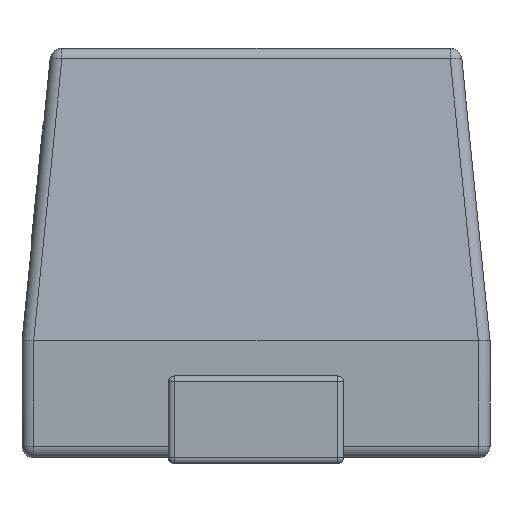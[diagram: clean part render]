
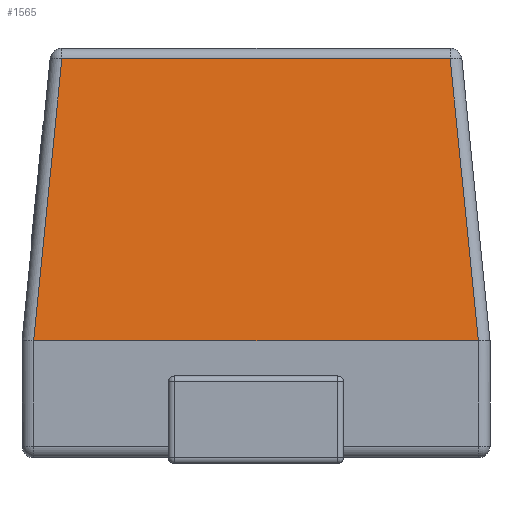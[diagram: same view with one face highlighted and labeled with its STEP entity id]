
A CAD part, left-side view. The second image highlights one B-rep face of the part: STEP entity #1565.
In plain terms, the highlighted planar face has unit normal (-0.995, 0, 0.1).
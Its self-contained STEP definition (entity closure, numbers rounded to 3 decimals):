
#174 = EDGE_CURVE ( 'NONE', #12530, #13394, #10542, .T. ) ;
#220 = LINE ( 'NONE', #3767, #6460 ) ;
#396 = EDGE_LOOP ( 'NONE', ( #6059, #11430, #6534, #6806, #10561, #8342 ) ) ;
#581 = CARTESIAN_POINT ( 'NONE',  ( -0.813, 0.369, -0.5 ) ) ;
#741 = CARTESIAN_POINT ( 'NONE',  ( -0.765, 0.321, -0.018 ) ) ;
#840 = CARTESIAN_POINT ( 'NONE',  ( -0.813, -0.391, -0.5 ) ) ;
#971 = EDGE_CURVE ( 'NONE', #14364, #9544, #10702, .T. ) ;
#1553 = CARTESIAN_POINT ( 'NONE',  ( -0.765, -0.343, -0.018 ) ) ;
#1565 = ADVANCED_FACE ( 'NONE', ( #8636 ), #10017, .T. ) ;
#1601 = DIRECTION ( 'NONE',  ( 0.099, 0.099, 0.99 ) ) ;
#1751 = CARTESIAN_POINT ( 'NONE',  ( -0.813, 0.389, -0.5 ) ) ;
#1752 = CARTESIAN_POINT ( 'NONE',  ( -0.813, 0.389, -0.5 ) ) ;
#2094 = CARTESIAN_POINT ( 'NONE',  ( -0.763, -0.011, 0. ) ) ;
#2901 = VECTOR ( 'NONE', #6187, 1000. ) ;
#2933 = DIRECTION ( 'NONE',  ( 0., 1., 0. ) ) ;
#3767 = CARTESIAN_POINT ( 'NONE',  ( -0.813, 0.389, -0.5 ) ) ;
#3830 = DIRECTION ( 'NONE',  ( 0., 1., 0. ) ) ;
#4325 = DIRECTION ( 'NONE',  ( -0.995, 0., 0.1 ) ) ;
#4931 = VERTEX_POINT ( 'NONE', #741 ) ;
#4962 = VECTOR ( 'NONE', #3830, 1000. ) ;
#6059 = ORIENTED_EDGE ( 'NONE', *, *, #10253, .T. ) ;
#6187 = DIRECTION ( 'NONE',  ( 0., 1., 0. ) ) ;
#6190 = VECTOR ( 'NONE', #7526, 1000. ) ;
#6346 = LINE ( 'NONE', #13003, #11693 ) ;
#6460 = VECTOR ( 'NONE', #13675, 1000. ) ;
#6534 = ORIENTED_EDGE ( 'NONE', *, *, #971, .F. ) ;
#6806 = ORIENTED_EDGE ( 'NONE', *, *, #7418, .F. ) ;
#7418 = EDGE_CURVE ( 'NONE', #13394, #14364, #220, .T. ) ;
#7440 = VERTEX_POINT ( 'NONE', #1553 ) ;
#7526 = DIRECTION ( 'NONE',  ( 0., 1., 0. ) ) ;
#8195 = CARTESIAN_POINT ( 'NONE',  ( -0.765, -0.011, -0.018 ) ) ;
#8342 = ORIENTED_EDGE ( 'NONE', *, *, #9630, .T. ) ;
#8353 = LINE ( 'NONE', #12856, #9428 ) ;
#8447 = EDGE_CURVE ( 'NONE', #4931, #9544, #6346, .T. ) ;
#8636 = FACE_OUTER_BOUND ( 'NONE', #396, .T. ) ;
#9428 = VECTOR ( 'NONE', #1601, 1000. ) ;
#9544 = VERTEX_POINT ( 'NONE', #9609 ) ;
#9609 = CARTESIAN_POINT ( 'NONE',  ( -0.813, 0.369, -0.5 ) ) ;
#9630 = EDGE_CURVE ( 'NONE', #12530, #7440, #8353, .T. ) ;
#9756 = DIRECTION ( 'NONE',  ( -0.099, 0.099, -0.99 ) ) ;
#10017 = PLANE ( 'NONE',  #11863 ) ;
#10253 = EDGE_CURVE ( 'NONE', #7440, #4931, #10403, .T. ) ;
#10403 = LINE ( 'NONE', #8195, #4962 ) ;
#10542 = LINE ( 'NONE', #1751, #2901 ) ;
#10561 = ORIENTED_EDGE ( 'NONE', *, *, #174, .F. ) ;
#10702 = LINE ( 'NONE', #1752, #6190 ) ;
#11430 = ORIENTED_EDGE ( 'NONE', *, *, #8447, .T. ) ;
#11693 = VECTOR ( 'NONE', #9756, 1000. ) ;
#11863 = AXIS2_PLACEMENT_3D ( 'NONE', #2094, #4325, #2933 ) ;
#12530 = VERTEX_POINT ( 'NONE', #840 ) ;
#12856 = CARTESIAN_POINT ( 'NONE',  ( -0.76, -0.338, 0.032 ) ) ;
#13003 = CARTESIAN_POINT ( 'NONE',  ( -0.76, 0.316, 0.032 ) ) ;
#13394 = VERTEX_POINT ( 'NONE', #14314 ) ;
#13675 = DIRECTION ( 'NONE',  ( 0., 1., 0. ) ) ;
#14314 = CARTESIAN_POINT ( 'NONE',  ( -0.813, -0.391, -0.5 ) ) ;
#14364 = VERTEX_POINT ( 'NONE', #581 ) ;
